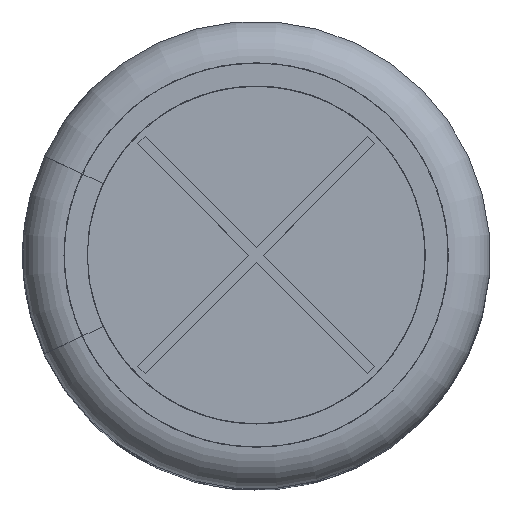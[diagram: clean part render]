
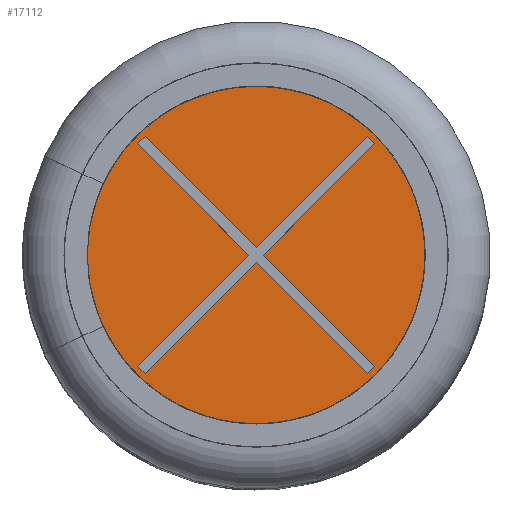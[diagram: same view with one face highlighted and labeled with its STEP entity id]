
A CAD part, top view. The second image highlights one B-rep face of the part: STEP entity #17112.
In plain terms, the highlighted planar face has unit normal (0, 0, 1).
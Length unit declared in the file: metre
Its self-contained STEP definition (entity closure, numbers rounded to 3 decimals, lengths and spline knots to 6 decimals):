
#546=PLANE('',#17939);
#931=CIRCLE('',#17940,0.005343);
#1812=LINE('',#38123,#2741);
#1813=LINE('',#38126,#2742);
#1814=LINE('',#38128,#2743);
#1815=LINE('',#38130,#2744);
#1816=LINE('',#38132,#2745);
#1817=LINE('',#38134,#2746);
#1818=LINE('',#38136,#2747);
#1819=LINE('',#38138,#2748);
#1820=LINE('',#38140,#2749);
#1821=LINE('',#38142,#2750);
#1822=LINE('',#38144,#2751);
#1823=LINE('',#38146,#2752);
#2741=VECTOR('',#20383,1.);
#2742=VECTOR('',#20384,1.);
#2743=VECTOR('',#20385,1.);
#2744=VECTOR('',#20386,1.);
#2745=VECTOR('',#20387,1.);
#2746=VECTOR('',#20388,1.);
#2747=VECTOR('',#20389,1.);
#2748=VECTOR('',#20390,1.);
#2749=VECTOR('',#20391,1.);
#2750=VECTOR('',#20392,1.);
#2751=VECTOR('',#20393,1.);
#2752=VECTOR('',#20394,1.);
#6010=ORIENTED_EDGE('',*,*,#7888,.F.);
#6011=ORIENTED_EDGE('',*,*,#7889,.T.);
#6012=ORIENTED_EDGE('',*,*,#7890,.T.);
#6013=ORIENTED_EDGE('',*,*,#7891,.T.);
#6014=ORIENTED_EDGE('',*,*,#7892,.T.);
#6015=ORIENTED_EDGE('',*,*,#7893,.T.);
#6016=ORIENTED_EDGE('',*,*,#7894,.T.);
#6017=ORIENTED_EDGE('',*,*,#7895,.T.);
#6018=ORIENTED_EDGE('',*,*,#7896,.T.);
#6019=ORIENTED_EDGE('',*,*,#7897,.T.);
#6020=ORIENTED_EDGE('',*,*,#7898,.T.);
#6021=ORIENTED_EDGE('',*,*,#7899,.T.);
#6022=ORIENTED_EDGE('',*,*,#7900,.T.);
#7888=EDGE_CURVE('',#9106,#9106,#931,.T.);
#7889=EDGE_CURVE('',#9107,#9108,#1812,.T.);
#7890=EDGE_CURVE('',#9108,#9109,#1813,.T.);
#7891=EDGE_CURVE('',#9109,#9110,#1814,.T.);
#7892=EDGE_CURVE('',#9110,#9111,#1815,.T.);
#7893=EDGE_CURVE('',#9111,#9112,#1816,.T.);
#7894=EDGE_CURVE('',#9112,#9113,#1817,.T.);
#7895=EDGE_CURVE('',#9113,#9114,#1818,.T.);
#7896=EDGE_CURVE('',#9114,#9115,#1819,.T.);
#7897=EDGE_CURVE('',#9115,#9116,#1820,.T.);
#7898=EDGE_CURVE('',#9116,#9117,#1821,.T.);
#7899=EDGE_CURVE('',#9117,#9118,#1822,.T.);
#7900=EDGE_CURVE('',#9118,#9107,#1823,.T.);
#9106=VERTEX_POINT('',#38122);
#9107=VERTEX_POINT('',#38124);
#9108=VERTEX_POINT('',#38125);
#9109=VERTEX_POINT('',#38127);
#9110=VERTEX_POINT('',#38129);
#9111=VERTEX_POINT('',#38131);
#9112=VERTEX_POINT('',#38133);
#9113=VERTEX_POINT('',#38135);
#9114=VERTEX_POINT('',#38137);
#9115=VERTEX_POINT('',#38139);
#9116=VERTEX_POINT('',#38141);
#9117=VERTEX_POINT('',#38143);
#9118=VERTEX_POINT('',#38145);
#10417=EDGE_LOOP('',(#6010));
#10418=EDGE_LOOP('',(#6011,#6012,#6013,#6014,#6015,#6016,#6017,#6018,#6019,
#6020,#6021,#6022));
#11278=FACE_BOUND('',#10417,.T.);
#11279=FACE_BOUND('',#10418,.T.);
#17112=ADVANCED_FACE('',(#11278,#11279),#546,.T.);
#17939=AXIS2_PLACEMENT_3D('',#38120,#20379,#20380);
#17940=AXIS2_PLACEMENT_3D('',#38121,#20381,#20382);
#20379=DIRECTION('',(0.,0.,1.));
#20380=DIRECTION('',(1.,0.,0.));
#20381=DIRECTION('',(0.,0.,-1.));
#20382=DIRECTION('',(-1.,0.,0.));
#20383=DIRECTION('',(0.707,0.707,0.));
#20384=DIRECTION('',(0.707,-0.707,0.));
#20385=DIRECTION('',(0.707,0.707,0.));
#20386=DIRECTION('',(0.707,-0.707,0.));
#20387=DIRECTION('',(-0.707,-0.707,0.));
#20388=DIRECTION('',(0.707,-0.707,0.));
#20389=DIRECTION('',(-0.707,-0.707,0.));
#20390=DIRECTION('',(-0.707,0.707,0.));
#20391=DIRECTION('',(-0.707,-0.707,0.));
#20392=DIRECTION('',(-0.707,0.707,0.));
#20393=DIRECTION('',(0.707,0.707,0.));
#20394=DIRECTION('',(-0.707,0.707,0.));
#38120=CARTESIAN_POINT('',(-0.005343,0.,0.02478));
#38121=CARTESIAN_POINT('',(0.,0.,0.02478));
#38122=CARTESIAN_POINT('',(-0.005343,0.,0.02478));
#38123=CARTESIAN_POINT('',(-0.003088,0.003292,0.02478));
#38124=CARTESIAN_POINT('',(-0.003292,0.003088,0.02478));
#38125=CARTESIAN_POINT('',(-0.003088,0.003292,0.02478));
#38126=CARTESIAN_POINT('',(0.,0.000204,0.02478));
#38127=CARTESIAN_POINT('',(0.,0.000204,0.02478));
#38128=CARTESIAN_POINT('',(0.,0.000204,0.02478));
#38129=CARTESIAN_POINT('',(0.003088,0.003292,0.02478));
#38130=CARTESIAN_POINT('',(0.003292,0.003088,0.02478));
#38131=CARTESIAN_POINT('',(0.003292,0.003088,0.02478));
#38132=CARTESIAN_POINT('',(0.000204,0.,0.02478));
#38133=CARTESIAN_POINT('',(0.000204,0.,0.02478));
#38134=CARTESIAN_POINT('',(0.000204,0.,0.02478));
#38135=CARTESIAN_POINT('',(0.003292,-0.003088,0.02478));
#38136=CARTESIAN_POINT('',(0.003292,-0.003088,0.02478));
#38137=CARTESIAN_POINT('',(0.003088,-0.003292,0.02478));
#38138=CARTESIAN_POINT('',(0.,-0.000204,
0.02478));
#38139=CARTESIAN_POINT('',(0.,-0.000204,
0.02478));
#38140=CARTESIAN_POINT('',(0.,-0.000204,
0.02478));
#38141=CARTESIAN_POINT('',(-0.003088,-0.003292,0.02478));
#38142=CARTESIAN_POINT('',(-0.003088,-0.003292,0.02478));
#38143=CARTESIAN_POINT('',(-0.003292,-0.003088,0.02478));
#38144=CARTESIAN_POINT('',(-0.000204,0.,0.02478));
#38145=CARTESIAN_POINT('',(-0.000204,0.,0.02478));
#38146=CARTESIAN_POINT('',(-0.000204,0.,0.02478));
